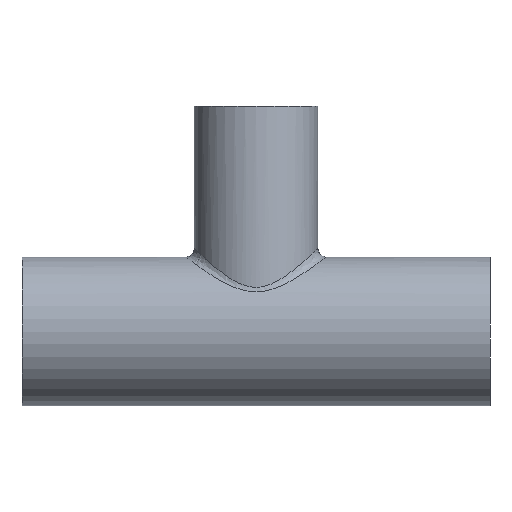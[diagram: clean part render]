
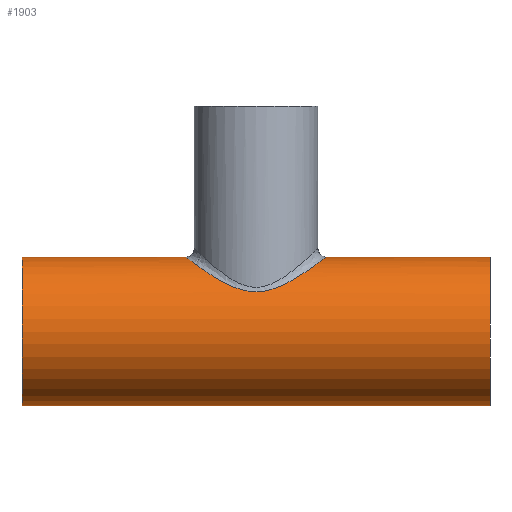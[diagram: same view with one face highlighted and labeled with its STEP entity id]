
A CAD part, front view. The second image highlights one B-rep face of the part: STEP entity #1903.
In plain terms, the highlighted cylindrical face has radius 17.5 mm (diameter 35 mm), a full revolution.
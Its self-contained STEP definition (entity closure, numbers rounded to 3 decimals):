
#1702=CARTESIAN_POINT('',(0.,-14.808,9.326));
#1703=VERTEX_POINT('',#1702);
#1792=CARTESIAN_POINT('',(0.,-14.808,9.326));
#1793=CARTESIAN_POINT('',(0.659,-14.808,9.326));
#1794=CARTESIAN_POINT('',(1.978,-14.736,9.442));
#1795=CARTESIAN_POINT('',(3.864,-14.429,9.911));
#1796=CARTESIAN_POINT('',(5.344,-14.028,10.471));
#1797=CARTESIAN_POINT('',(6.465,-13.632,10.978));
#1798=CARTESIAN_POINT('',(7.803,-13.082,11.642));
#1799=CARTESIAN_POINT('',(9.057,-12.413,12.359));
#1800=CARTESIAN_POINT('',(10.456,-11.476,13.224));
#1801=CARTESIAN_POINT('',(11.552,-10.612,13.938));
#1802=CARTESIAN_POINT('',(12.875,-9.323,14.843));
#1803=CARTESIAN_POINT('',(13.87,-8.071,15.552));
#1804=CARTESIAN_POINT('',(14.528,-7.031,16.03));
#1805=CARTESIAN_POINT('',(14.901,-6.371,16.304));
#1806=CARTESIAN_POINT('',(15.458,-5.262,16.715));
#1807=CARTESIAN_POINT('',(16.098,-3.519,17.195));
#1808=CARTESIAN_POINT('',(16.403,-1.824,17.426));
#1809=CARTESIAN_POINT('',(16.475,-0.839,17.481));
#1810=CARTESIAN_POINT('',(16.514,-0.052,17.511));
#1811=CARTESIAN_POINT('',(16.483,1.383,17.487));
#1812=CARTESIAN_POINT('',(16.149,3.23,17.234));
#1813=CARTESIAN_POINT('',(15.663,4.705,16.869));
#1814=CARTESIAN_POINT('',(15.132,5.951,16.474));
#1815=CARTESIAN_POINT('',(14.629,6.881,16.103));
#1816=CARTESIAN_POINT('',(13.984,7.877,15.635));
#1817=CARTESIAN_POINT('',(13.428,8.628,15.236));
#1818=CARTESIAN_POINT('',(12.453,9.756,14.552));
#1819=CARTESIAN_POINT('',(11.127,11.002,13.65));
#1820=CARTESIAN_POINT('',(9.674,12.026,12.731));
#1821=CARTESIAN_POINT('',(8.535,12.681,12.065));
#1822=CARTESIAN_POINT('',(7.862,13.024,11.691));
#1823=CARTESIAN_POINT('',(6.73,13.544,11.096));
#1824=CARTESIAN_POINT('',(5.436,14.014,10.492));
#1825=CARTESIAN_POINT('',(3.853,14.413,9.929));
#1826=CARTESIAN_POINT('',(2.708,14.619,9.621));
#1827=CARTESIAN_POINT('',(1.852,14.718,9.467));
#1828=CARTESIAN_POINT('',(1.093,14.779,9.371));
#1829=CARTESIAN_POINT('',(0.545,14.804,9.333));
#1830=CARTESIAN_POINT('',(-0.775,14.816,9.313));
#1831=CARTESIAN_POINT('',(-2.637,14.679,9.536));
#1832=CARTESIAN_POINT('',(-4.778,14.211,10.228));
#1833=CARTESIAN_POINT('',(-6.276,13.709,10.884));
#1834=CARTESIAN_POINT('',(-7.714,13.119,11.597));
#1835=CARTESIAN_POINT('',(-9.147,12.369,12.408));
#1836=CARTESIAN_POINT('',(-10.382,11.526,13.179));
#1837=CARTESIAN_POINT('',(-11.253,10.84,13.744));
#1838=CARTESIAN_POINT('',(-11.949,10.23,14.209));
#1839=CARTESIAN_POINT('',(-12.865,9.304,14.839));
#1840=CARTESIAN_POINT('',(-13.58,8.436,15.345));
#1841=CARTESIAN_POINT('',(-14.299,7.413,15.863));
#1842=CARTESIAN_POINT('',(-14.886,6.439,16.291));
#1843=CARTESIAN_POINT('',(-15.546,5.041,16.781));
#1844=CARTESIAN_POINT('',(-15.977,3.779,17.104));
#1845=CARTESIAN_POINT('',(-16.201,2.829,17.273));
#1846=CARTESIAN_POINT('',(-16.348,2.057,17.384));
#1847=CARTESIAN_POINT('',(-16.518,0.787,17.513));
#1848=CARTESIAN_POINT('',(-16.517,-0.7,17.513));
#1849=CARTESIAN_POINT('',(-16.372,-1.873,17.403));
#1850=CARTESIAN_POINT('',(-16.209,-2.844,17.279));
#1851=CARTESIAN_POINT('',(-15.902,-4.076,17.048));
#1852=CARTESIAN_POINT('',(-15.336,-5.525,16.625));
#1853=CARTESIAN_POINT('',(-14.542,-7.065,16.039));
#1854=CARTESIAN_POINT('',(-13.697,-8.31,15.426));
#1855=CARTESIAN_POINT('',(-12.24,-10.014,14.401));
#1856=CARTESIAN_POINT('',(-10.686,-11.366,13.355));
#1857=CARTESIAN_POINT('',(-8.8,-12.558,12.207));
#1858=CARTESIAN_POINT('',(-7.267,-13.326,11.361));
#1859=CARTESIAN_POINT('',(-5.628,-13.951,10.578));
#1860=CARTESIAN_POINT('',(-3.866,-14.428,9.911));
#1861=CARTESIAN_POINT('',(-1.979,-14.736,9.442));
#1862=CARTESIAN_POINT('',(-0.659,-14.808,9.326));
#1863=CARTESIAN_POINT('',(0.,-14.808,9.326));
#1864=CARTESIAN_POINT('',(0.,-14.808,9.326));
#1865=CARTESIAN_POINT('',(0.,-14.808,9.326));
#1866=CARTESIAN_POINT('',(0.,-14.808,9.326));
#1867=B_SPLINE_CURVE_WITH_KNOTS('',3,(#1792,#1793,#1794,#1795,#1796,#1797,#1798,#1799,#1800,#1801,#1802,#1803,#1804,#1805,#1806,#1807,#1808,#1809,#1810,#1811,#1812,#1813,#1814,#1815,#1816,#1817,#1818,#1819,#1820,#1821,#1822,#1823,#1824,#1825,#1826,#1827,#1828,#1829,#1830,#1831,#1832,#1833,#1834,#1835,#1836,#1837,#1838,#1839,#1840,#1841,#1842,#1843,#1844,#1845,#1846,#1847,#1848,#1849,#1850,#1851,#1852,#1853,#1854,#1855,#1856,#1857,#1858,#1859,#1860,#1861,#1862,#1863,#1864,#1865,#1866),.UNSPECIFIED.,.T.,.U.,(4,1,1,1,1,1,1,1,1,1,1,1,1,1,1,1,1,1,1,1,1,1,1,1,1,1,1,1,1,1,1,1,1,1,1,1,1,1,1,1,1,1,1,1,1,1,1,1,1,1,1,1,1,1,1,1,1,1,1,1,1,1,1,1,1,1,1,1,1,3,4),(-9.451,-9.282,-9.114,-8.945,-8.86,-8.776,-8.523,-8.439,-8.27,-8.101,-7.876,-7.792,-7.735,-7.651,-7.426,-7.201,-7.159,-7.145,-6.976,-6.751,-6.61,-6.526,-6.357,-6.301,-6.174,-6.076,-5.851,-5.626,-5.541,-5.457,-5.401,-5.176,-5.063,-4.951,-4.866,-4.838,-4.754,-4.726,-4.501,-4.276,-4.135,-4.051,-3.825,-3.657,-3.6,-3.488,-3.375,-3.207,-3.15,-3.,-2.869,-2.7,-2.616,-2.588,-2.475,-2.25,-2.166,-2.138,-1.969,-1.8,-1.688,-1.463,-1.35,-1.013,-0.844,-0.675,-0.506,-0.338,-0.169,0.0,0.),.UNSPECIFIED.);
#1868=EDGE_CURVE('',#1703,#1703,#1867,.T.);
#1873=CARTESIAN_POINT('',(0.0,0.0,0.0));
#1874=DIRECTION('',(-1.0,0.0,0.0));
#1875=DIRECTION('',(0.0,-1.0,0.0));
#1876=AXIS2_PLACEMENT_3D('',#1873,#1874,#1875);
#1877=CYLINDRICAL_SURFACE('',#1876,17.5);
#1878=CARTESIAN_POINT('',(55.0,-17.5,0.0));
#1879=VERTEX_POINT('',#1878);
#1880=CARTESIAN_POINT('',(55.,0.0,0.0));
#1881=DIRECTION('',(-1.0,0.0,0.0));
#1882=DIRECTION('',(0.0,-1.0,0.0));
#1883=AXIS2_PLACEMENT_3D('',#1880,#1881,#1882);
#1884=CIRCLE('',#1883,17.5);
#1885=EDGE_CURVE('',#1879,#1879,#1884,.T.);
#1886=ORIENTED_EDGE('',*,*,#1885,.T.);
#1887=EDGE_LOOP('',(#1886));
#1888=FACE_OUTER_BOUND('',#1887,.T.);
#1889=CARTESIAN_POINT('',(-55.0,-17.5,0.0));
#1890=VERTEX_POINT('',#1889);
#1891=CARTESIAN_POINT('',(-55.0,0.0,0.0));
#1892=DIRECTION('',(-1.0,0.0,0.0));
#1893=DIRECTION('',(0.0,-1.0,0.0));
#1894=AXIS2_PLACEMENT_3D('',#1891,#1892,#1893);
#1895=CIRCLE('',#1894,17.5);
#1896=EDGE_CURVE('',#1890,#1890,#1895,.T.);
#1897=ORIENTED_EDGE('',*,*,#1896,.F.);
#1898=EDGE_LOOP('',(#1897));
#1899=FACE_BOUND('',#1898,.T.);
#1900=ORIENTED_EDGE('',*,*,#1868,.F.);
#1901=EDGE_LOOP('',(#1900));
#1902=FACE_BOUND('',#1901,.T.);
#1903=ADVANCED_FACE('',(#1888,#1899,#1902),#1877,.T.);
